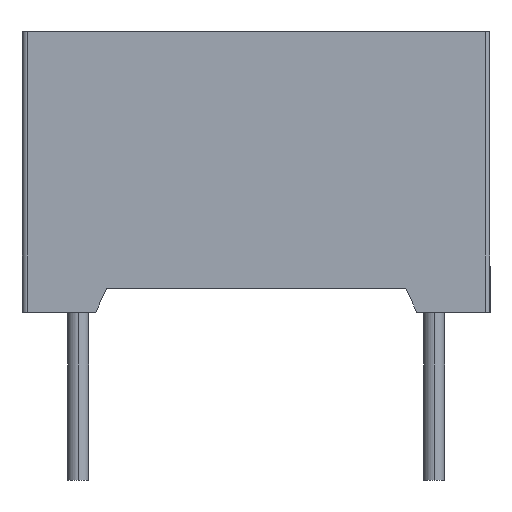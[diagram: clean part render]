
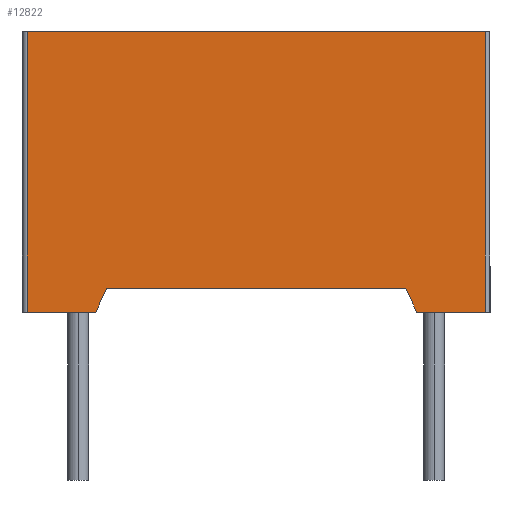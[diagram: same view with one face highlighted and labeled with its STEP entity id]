
A CAD part, left-side view. The second image highlights one B-rep face of the part: STEP entity #12822.
In plain terms, the highlighted planar face has unit normal (-1, 0, 0).
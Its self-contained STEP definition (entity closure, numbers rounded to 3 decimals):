
#519 = ORIENTED_EDGE ( 'NONE', *, *, #3599, .T. ) ;
#520 = VECTOR ( 'NONE', #14091, 1000. ) ;
#907 = VERTEX_POINT ( 'NONE', #14580 ) ;
#1018 = VECTOR ( 'NONE', #8962, 1000. ) ;
#1552 = VERTEX_POINT ( 'NONE', #11054 ) ;
#1567 = DIRECTION ( 'NONE',  ( 0., 1., 0. ) ) ;
#1732 = CARTESIAN_POINT ( 'NONE',  ( -11.32, 4.9, 0. ) ) ;
#1785 = CARTESIAN_POINT ( 'NONE',  ( -11.32, 4.9, 6. ) ) ;
#1807 = DIRECTION ( 'NONE',  ( 0., 0., -1. ) ) ;
#1978 = VERTEX_POINT ( 'NONE', #6810 ) ;
#3186 = AXIS2_PLACEMENT_3D ( 'NONE', #13908, #10498, #1807 ) ;
#3301 = ORIENTED_EDGE ( 'NONE', *, *, #21918, .T. ) ;
#3490 = CARTESIAN_POINT ( 'NONE',  ( -11.32, 3.433, 0. ) ) ;
#3576 = LINE ( 'NONE', #1785, #1018 ) ;
#3599 = EDGE_CURVE ( 'NONE', #9977, #20435, #8829, .T. ) ;
#3698 = LINE ( 'NONE', #10831, #18008 ) ;
#3976 = CARTESIAN_POINT ( 'NONE',  ( -11.32, 5., 0.5 ) ) ;
#4094 = CARTESIAN_POINT ( 'NONE',  ( -11.32, -3.433, 0. ) ) ;
#4692 = EDGE_LOOP ( 'NONE', ( #14951, #15753, #19070, #22949, #10767, #11731, #3301, #519 ) ) ;
#4940 = VERTEX_POINT ( 'NONE', #15220 ) ;
#5104 = CARTESIAN_POINT ( 'NONE',  ( -11.32, 5., 0. ) ) ;
#5296 = EDGE_CURVE ( 'NONE', #4940, #14753, #16232, .T. ) ;
#6088 = LINE ( 'NONE', #3976, #8817 ) ;
#6729 = DIRECTION ( 'NONE',  ( 0., -1., 0. ) ) ;
#6810 = CARTESIAN_POINT ( 'NONE',  ( -11.32, 3.2, 0.5 ) ) ;
#7846 = EDGE_CURVE ( 'NONE', #4940, #1978, #12360, .T. ) ;
#8276 = EDGE_CURVE ( 'NONE', #19638, #907, #3698, .T. ) ;
#8507 = FACE_OUTER_BOUND ( 'NONE', #4692, .T. ) ;
#8817 = VECTOR ( 'NONE', #11094, 1000. ) ;
#8829 = LINE ( 'NONE', #16107, #520 ) ;
#8962 = DIRECTION ( 'NONE',  ( 0., 0., -1. ) ) ;
#8972 = CARTESIAN_POINT ( 'NONE',  ( -11.32, -4.9, 0. ) ) ;
#8973 = CARTESIAN_POINT ( 'NONE',  ( -11.32, -5., 0. ) ) ;
#9977 = VERTEX_POINT ( 'NONE', #22408 ) ;
#10219 = LINE ( 'NONE', #17396, #23114 ) ;
#10498 = DIRECTION ( 'NONE',  ( 1., 0., 0. ) ) ;
#10767 = ORIENTED_EDGE ( 'NONE', *, *, #5296, .F. ) ;
#10831 = CARTESIAN_POINT ( 'NONE',  ( -11.32, -4.9, 6. ) ) ;
#11054 = CARTESIAN_POINT ( 'NONE',  ( -11.32, 4.9, 6. ) ) ;
#11094 = DIRECTION ( 'NONE',  ( 0., -1., 0. ) ) ;
#11731 = ORIENTED_EDGE ( 'NONE', *, *, #7846, .T. ) ;
#11901 = DIRECTION ( 'NONE',  ( 0., -0.423, 0.906 ) ) ;
#11960 = EDGE_CURVE ( 'NONE', #19638, #20435, #17780, .T. ) ;
#12360 = LINE ( 'NONE', #3490, #13454 ) ;
#12822 = ADVANCED_FACE ( 'NONE', ( #8507 ), #19419, .F. ) ;
#13454 = VECTOR ( 'NONE', #11901, 1000. ) ;
#13908 = CARTESIAN_POINT ( 'NONE',  ( -11.32, 5., 6. ) ) ;
#14091 = DIRECTION ( 'NONE',  ( 0., -0.423, -0.906 ) ) ;
#14451 = DIRECTION ( 'NONE',  ( 0., 1., 0. ) ) ;
#14580 = CARTESIAN_POINT ( 'NONE',  ( -11.32, -4.9, 6. ) ) ;
#14753 = VERTEX_POINT ( 'NONE', #1732 ) ;
#14951 = ORIENTED_EDGE ( 'NONE', *, *, #11960, .F. ) ;
#15220 = CARTESIAN_POINT ( 'NONE',  ( -11.32, 3.433, 0. ) ) ;
#15753 = ORIENTED_EDGE ( 'NONE', *, *, #8276, .T. ) ;
#16107 = CARTESIAN_POINT ( 'NONE',  ( -11.32, -3.433, 0. ) ) ;
#16232 = LINE ( 'NONE', #5104, #21662 ) ;
#16354 = DIRECTION ( 'NONE',  ( 0., 0., 1. ) ) ;
#17396 = CARTESIAN_POINT ( 'NONE',  ( -11.32, 5., 6. ) ) ;
#17764 = EDGE_CURVE ( 'NONE', #1552, #14753, #3576, .T. ) ;
#17780 = LINE ( 'NONE', #8973, #21099 ) ;
#18008 = VECTOR ( 'NONE', #16354, 1000. ) ;
#18597 = EDGE_CURVE ( 'NONE', #1552, #907, #10219, .T. ) ;
#19070 = ORIENTED_EDGE ( 'NONE', *, *, #18597, .F. ) ;
#19419 = PLANE ( 'NONE',  #3186 ) ;
#19638 = VERTEX_POINT ( 'NONE', #8972 ) ;
#20435 = VERTEX_POINT ( 'NONE', #4094 ) ;
#21099 = VECTOR ( 'NONE', #1567, 1000. ) ;
#21662 = VECTOR ( 'NONE', #14451, 1000. ) ;
#21918 = EDGE_CURVE ( 'NONE', #1978, #9977, #6088, .T. ) ;
#22408 = CARTESIAN_POINT ( 'NONE',  ( -11.32, -3.2, 0.5 ) ) ;
#22949 = ORIENTED_EDGE ( 'NONE', *, *, #17764, .T. ) ;
#23114 = VECTOR ( 'NONE', #6729, 1000. ) ;
